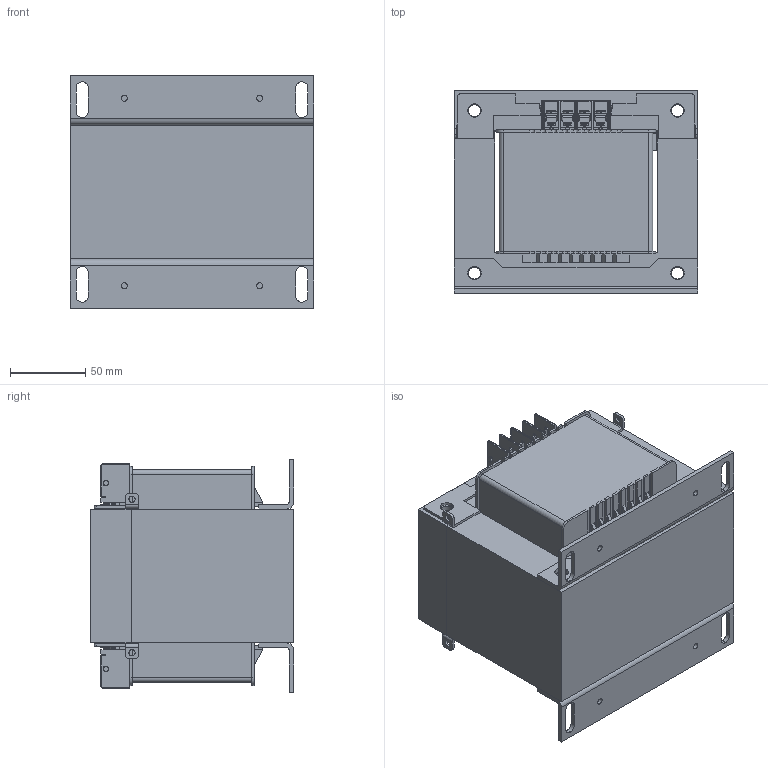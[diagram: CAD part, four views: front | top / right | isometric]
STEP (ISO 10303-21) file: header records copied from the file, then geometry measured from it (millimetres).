
FILE_DESCRIPTION (( 'STEP AP214' ), '1' );
FILE_NAME ('SP2000ACP.step', '2019-03-27T13:37:05', ( '' ), ( '' ), 'SwSTEP 2.0', 'SolidWorks 2018', '' );
FILE_SCHEMA (( 'AUTOMOTIVE_DESIGN' ));
Length unit declared in the file: inch
Products named in the file (1): SP2000ACP
Bounding box: 162 x 135 x 154.65 mm (x, y, z)
Volume: 2393179.8 mm3; surface area: 321636.2 mm2
Topology: 42 solids, 42 shells, 3366 faces, 9348 edges, 5996 vertices
Faces by surface type: plane 2119, cylinder 947, bspline 260, cone 40
Entity records: 133274 total; most frequent: CARTESIAN_POINT 50448, ORIENTED_EDGE 18568, DIRECTION 15048, EDGE_CURVE 9284, LINE 6334, VECTOR 6334, VERTEX_POINT 5996, AXIS2_PLACEMENT_3D 4357
